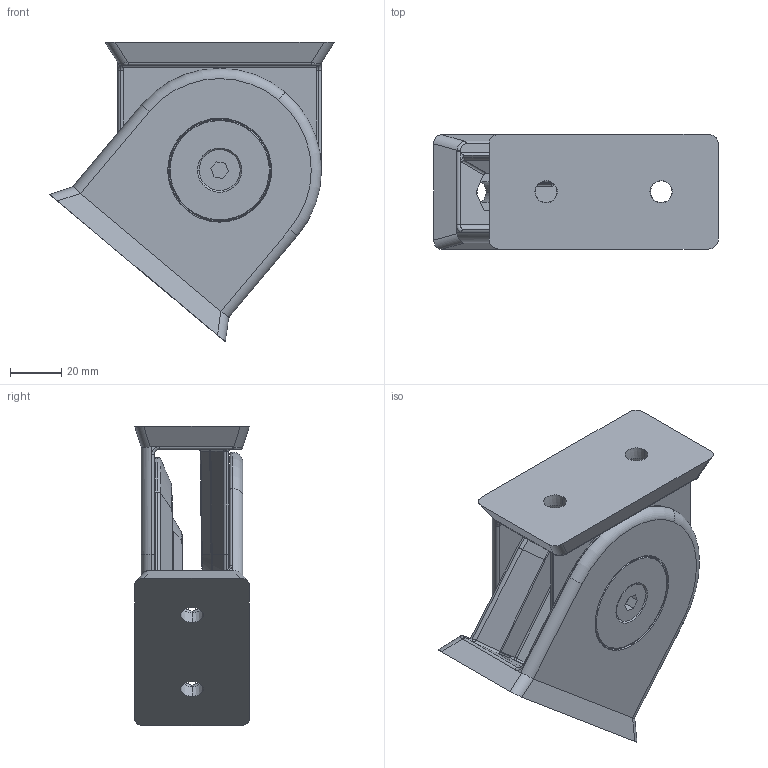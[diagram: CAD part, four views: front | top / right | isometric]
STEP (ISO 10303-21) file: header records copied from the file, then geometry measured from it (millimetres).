
FILE_DESCRIPTION(('STEP AP214'),'1');
FILE_NAME('fath_093g4590an.stp','2017-06-30T08:49:26',('TraceParts'),('TraceParts S.A.'),'Spatial InterOp 3D',' ',' ');
FILE_SCHEMA(('automotive_design'));
Length unit declared in the file: millimetre
Products named in the file (8): fath_093g4590an_1; fath_093g4590an_2; fath_093g4590an_3; fath_093g4590an_4; fath_093g4590an_5; fath_093g4590an_6; fath_093g4590an_7; fath_093g4590an_8
Bounding box: 111.26 x 44.8 x 117.1 mm (x, y, z)
Volume: 188010 mm3; surface area: 78927.8 mm2
Topology: 8 solids, 8 shells, 566 faces, 1338 edges, 808 vertices
Faces by surface type: plane 178, cylinder 160, torus 108, cone 84, bspline 36
Entity records: 23118 total; most frequent: CARTESIAN_POINT 5468, DIRECTION 2866, ORIENTED_EDGE 2668, EDGE_CURVE 1334, AXIS2_PLACEMENT_3D 1172, VERTEX_POINT 808, CIRCLE 634, EDGE_LOOP 614
